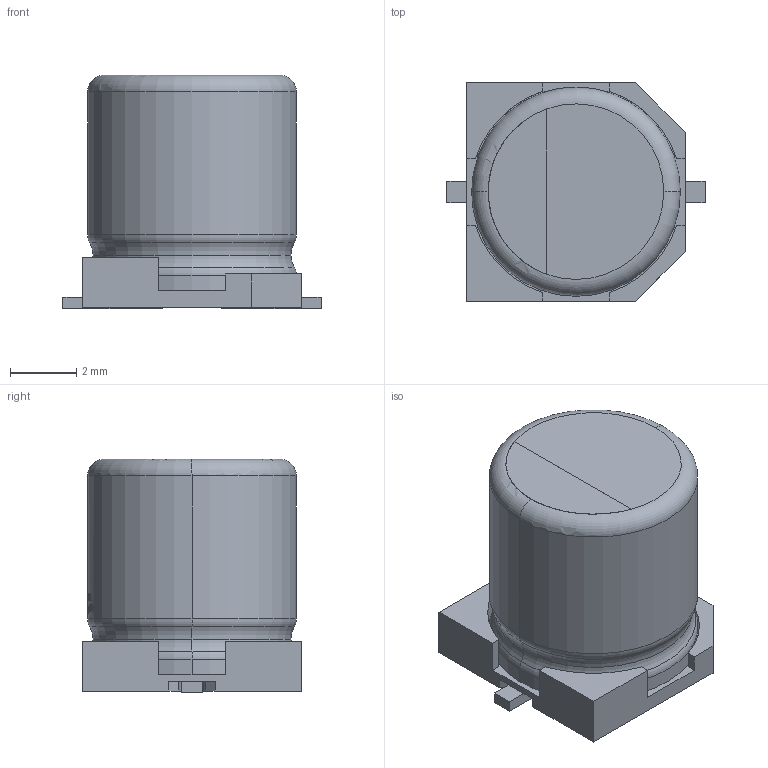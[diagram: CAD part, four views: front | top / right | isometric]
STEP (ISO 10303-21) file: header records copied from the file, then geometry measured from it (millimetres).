
FILE_DESCRIPTION (( 'STEP AP214' ), '1' );
FILE_NAME ('CAP-SMD_L6.6-W6.6-H7.0-LS7.2.step', '2022-07-01T06:41:20', ( '' ), ( '' ), 'SwSTEP 2.0', 'SolidWorks 2020', '' );
FILE_SCHEMA (( 'AUTOMOTIVE_DESIGN' ));
Length unit declared in the file: millimetre
Products named in the file (1): CAP-SMD_L6.6-W6.6-H7.0-LS7.2
Bounding box: 7.8 x 6.6 x 7.05 mm (x, y, z)
Volume: 226.7 mm3; surface area: 253.1 mm2
Topology: 1 solids, 1 shells, 302 faces, 810 edges, 534 vertices
Faces by surface type: plane 132, bspline 121, cylinder 39, torus 10
Entity records: 13504 total; most frequent: CARTESIAN_POINT 3575, ORIENTED_EDGE 1620, DIRECTION 938, EDGE_CURVE 810, VERTEX_POINT 534, B_SPLINE_CURVE_WITH_KNOTS 391, AXIS2_PLACEMENT_3D 337, EDGE_LOOP 326
